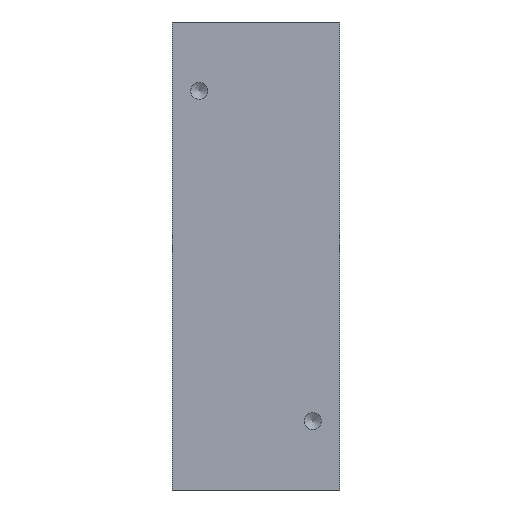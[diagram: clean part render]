
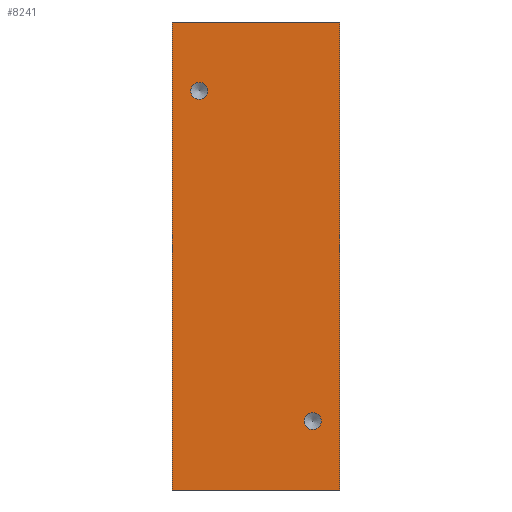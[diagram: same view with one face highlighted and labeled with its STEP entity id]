
A CAD part, front view. The second image highlights one B-rep face of the part: STEP entity #8241.
In plain terms, the highlighted planar face has unit normal (0, -1, 0).
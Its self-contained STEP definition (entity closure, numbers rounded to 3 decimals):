
#561=LINE('',#13602,#1128);
#562=LINE('',#13604,#1129);
#563=LINE('',#13606,#1130);
#564=LINE('',#13607,#1131);
#1128=VECTOR('',#10849,34.);
#1129=VECTOR('',#10850,95.);
#1130=VECTOR('',#10851,34.);
#1131=VECTOR('',#10852,95.);
#1582=PLANE('',#9014);
#1766=FACE_BOUND('',#2704,.T.);
#1767=FACE_BOUND('',#2705,.T.);
#2106=FACE_OUTER_BOUND('',#2703,.T.);
#2703=EDGE_LOOP('',(#6443,#6444,#6445,#6446));
#2704=EDGE_LOOP('',(#6447));
#2705=EDGE_LOOP('',(#6448));
#3179=CIRCLE('',#9015,1.73);
#3180=CIRCLE('',#9016,1.73);
#3814=VERTEX_POINT('',#13600);
#3815=VERTEX_POINT('',#13601);
#3816=VERTEX_POINT('',#13603);
#3817=VERTEX_POINT('',#13605);
#3818=VERTEX_POINT('',#13608);
#3819=VERTEX_POINT('',#13610);
#4745=EDGE_CURVE('',#3814,#3815,#561,.T.);
#4746=EDGE_CURVE('',#3816,#3815,#562,.T.);
#4747=EDGE_CURVE('',#3816,#3817,#563,.T.);
#4748=EDGE_CURVE('',#3817,#3814,#564,.T.);
#4749=EDGE_CURVE('',#3818,#3818,#3179,.T.);
#4750=EDGE_CURVE('',#3819,#3819,#3180,.T.);
#6443=ORIENTED_EDGE('',*,*,#4745,.T.);
#6444=ORIENTED_EDGE('',*,*,#4746,.F.);
#6445=ORIENTED_EDGE('',*,*,#4747,.T.);
#6446=ORIENTED_EDGE('',*,*,#4748,.T.);
#6447=ORIENTED_EDGE('',*,*,#4749,.T.);
#6448=ORIENTED_EDGE('',*,*,#4750,.T.);
#8241=ADVANCED_FACE('',(#2106,#1766,#1767),#1582,.T.);
#9014=AXIS2_PLACEMENT_3D('',#13599,#10847,#10848);
#9015=AXIS2_PLACEMENT_3D('',#13609,#10853,#10854);
#9016=AXIS2_PLACEMENT_3D('',#13611,#10855,#10856);
#10847=DIRECTION('center_axis',(0.,-1.,0.));
#10848=DIRECTION('ref_axis',(0.,0.,-1.));
#10849=DIRECTION('',(1.,0.,0.));
#10850=DIRECTION('',(0.,0.,-1.));
#10851=DIRECTION('',(-1.,0.,0.));
#10852=DIRECTION('',(0.,0.,-1.));
#10853=DIRECTION('center_axis',(0.,1.,0.));
#10854=DIRECTION('ref_axis',(1.,0.,0.));
#10855=DIRECTION('center_axis',(0.,1.,0.));
#10856=DIRECTION('ref_axis',(1.,0.,0.));
#13599=CARTESIAN_POINT('Origin',(-58.702,-199.943,87.614));
#13600=CARTESIAN_POINT('',(-58.702,-199.943,-7.386));
#13601=CARTESIAN_POINT('',(-24.702,-199.943,-7.386));
#13602=CARTESIAN_POINT('',(-24.702,-199.943,-7.386));
#13603=CARTESIAN_POINT('',(-24.702,-199.943,87.614));
#13604=CARTESIAN_POINT('',(-24.702,-199.943,87.614));
#13605=CARTESIAN_POINT('',(-58.702,-199.943,87.614));
#13606=CARTESIAN_POINT('',(-24.702,-199.943,87.614));
#13607=CARTESIAN_POINT('',(-58.702,-199.943,87.614));
#13608=CARTESIAN_POINT('',(-51.472,-199.943,73.614));
#13609=CARTESIAN_POINT('Origin',(-53.202,-199.943,73.614));
#13610=CARTESIAN_POINT('',(-28.472,-199.943,6.614));
#13611=CARTESIAN_POINT('Origin',(-30.202,-199.943,6.614));
